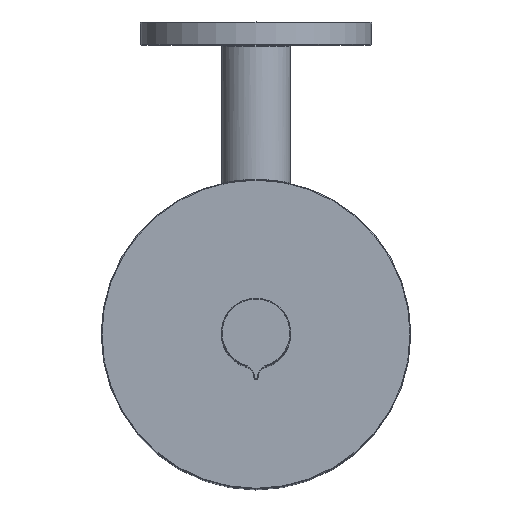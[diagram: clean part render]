
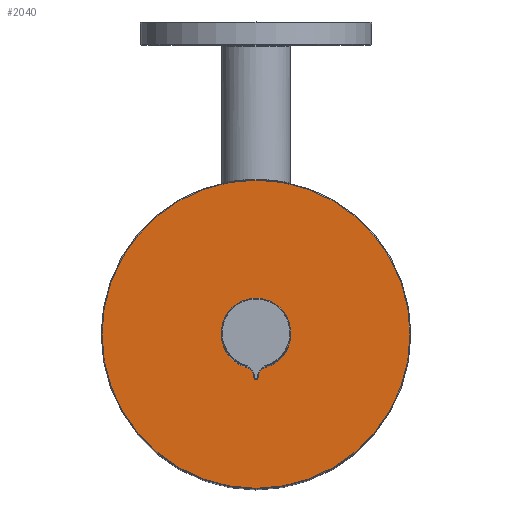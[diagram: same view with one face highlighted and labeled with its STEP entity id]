
A CAD part, top view. The second image highlights one B-rep face of the part: STEP entity #2040.
In plain terms, the highlighted planar face has unit normal (0, 0, 1).
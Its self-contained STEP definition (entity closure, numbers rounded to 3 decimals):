
#352=PLANE('',#2611);
#513=ORIENTED_EDGE('',*,*,#959,.T.);
#514=ORIENTED_EDGE('',*,*,#960,.T.);
#959=EDGE_CURVE('',#1188,#1188,#1362,.F.);
#960=EDGE_CURVE('',#1189,#1189,#1363,.T.);
#1188=VERTEX_POINT('',#3703);
#1189=VERTEX_POINT('',#3705);
#1362=CIRCLE('',#2612,3.3);
#1363=CIRCLE('',#2613,39.95);
#1516=EDGE_LOOP('',(#513));
#1517=EDGE_LOOP('',(#514));
#1760=FACE_BOUND('',#1516,.T.);
#1761=FACE_BOUND('',#1517,.T.);
#2040=ADVANCED_FACE('',(#1760,#1761),#352,.T.);
#2611=AXIS2_PLACEMENT_3D('',#3701,#3004,#3005);
#2612=AXIS2_PLACEMENT_3D('',#3702,#3006,#3007);
#2613=AXIS2_PLACEMENT_3D('',#3704,#3008,#3009);
#3004=DIRECTION('',(0.,0.,1.));
#3005=DIRECTION('',(1.,0.,0.));
#3006=DIRECTION('',(0.,0.,1.));
#3007=DIRECTION('',(1.,0.,0.));
#3008=DIRECTION('',(0.,0.,1.));
#3009=DIRECTION('',(1.,0.,0.));
#3701=CARTESIAN_POINT('',(0.,0.,3.));
#3702=CARTESIAN_POINT('',(0.,0.,3.));
#3703=CARTESIAN_POINT('',(3.3,0.,3.));
#3704=CARTESIAN_POINT('',(0.,0.,3.));
#3705=CARTESIAN_POINT('',(39.95,0.,3.));
